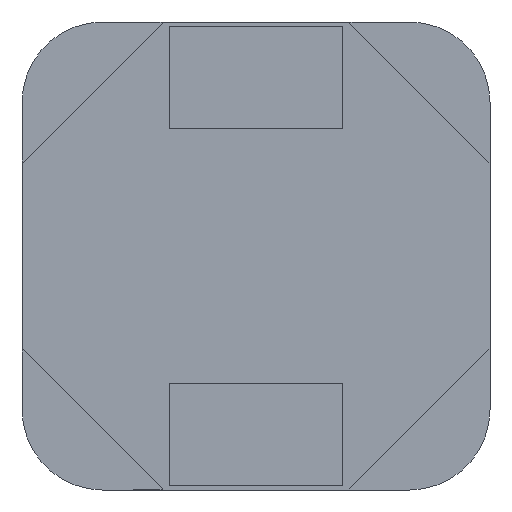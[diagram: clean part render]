
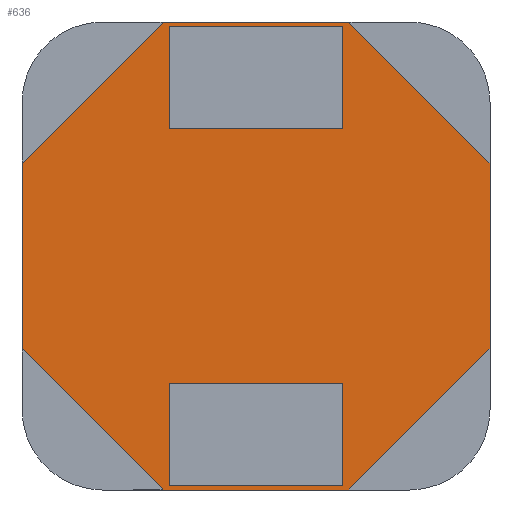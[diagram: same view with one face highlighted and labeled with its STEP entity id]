
A CAD part, front view. The second image highlights one B-rep face of the part: STEP entity #636.
In plain terms, the highlighted planar face has unit normal (0, -1, 0).
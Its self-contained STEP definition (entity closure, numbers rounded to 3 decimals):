
#7 = ORIENTED_EDGE ( 'NONE', *, *, #3264, .F. ) ;
#74 = LINE ( 'NONE', #4570, #3630 ) ;
#366 = EDGE_CURVE ( 'NONE', #5819, #8640, #4368, .T. ) ;
#395 = AXIS2_PLACEMENT_3D ( 'NONE', #4484, #550, #4568 ) ;
#453 = VERTEX_POINT ( 'NONE', #557 ) ;
#485 = CARTESIAN_POINT ( 'NONE',  ( -7.55, 0., 3. ) ) ;
#494 = ORIENTED_EDGE ( 'NONE', *, *, #7886, .F. ) ;
#550 = DIRECTION ( 'NONE',  ( 0., 1., 0. ) ) ;
#557 = CARTESIAN_POINT ( 'NONE',  ( -2.8, 0., -4.1 ) ) ;
#586 = LINE ( 'NONE', #1512, #6035 ) ;
#636 = ADVANCED_FACE ( 'NONE', ( #5277, #5414, #3265 ), #6713, .F. ) ;
#985 = EDGE_CURVE ( 'NONE', #1345, #5819, #10137, .T. ) ;
#1030 = ORIENTED_EDGE ( 'NONE', *, *, #7920, .F. ) ;
#1033 = LINE ( 'NONE', #7504, #7465 ) ;
#1066 = VERTEX_POINT ( 'NONE', #9306 ) ;
#1072 = CARTESIAN_POINT ( 'NONE',  ( 7.55, 0., -4.1 ) ) ;
#1093 = ORIENTED_EDGE ( 'NONE', *, *, #3898, .F. ) ;
#1134 = CARTESIAN_POINT ( 'NONE',  ( -7.55, 0., 3. ) ) ;
#1312 = VECTOR ( 'NONE', #7428, 1000. ) ;
#1345 = VERTEX_POINT ( 'NONE', #8957 ) ;
#1453 = VECTOR ( 'NONE', #4183, 1000. ) ;
#1512 = CARTESIAN_POINT ( 'NONE',  ( -7.55, 0., 7.55 ) ) ;
#1567 = LINE ( 'NONE', #9310, #2669 ) ;
#1587 = ORIENTED_EDGE ( 'NONE', *, *, #5856, .F. ) ;
#1641 = VERTEX_POINT ( 'NONE', #5582 ) ;
#1658 = LINE ( 'NONE', #1072, #6885 ) ;
#1845 = LINE ( 'NONE', #3457, #7891 ) ;
#2096 = CARTESIAN_POINT ( 'NONE',  ( -2.8, 0., 7.4 ) ) ;
#2383 = CARTESIAN_POINT ( 'NONE',  ( 2.8, 0., -7.4 ) ) ;
#2593 = CARTESIAN_POINT ( 'NONE',  ( 2.8, 0., 7.55 ) ) ;
#2629 = VERTEX_POINT ( 'NONE', #6365 ) ;
#2669 = VECTOR ( 'NONE', #10136, 1000. ) ;
#2711 = DIRECTION ( 'NONE',  ( 1., 0., 0. ) ) ;
#2750 = ORIENTED_EDGE ( 'NONE', *, *, #7752, .F. ) ;
#2784 = CARTESIAN_POINT ( 'NONE',  ( -3., 0., -7.55 ) ) ;
#2926 = DIRECTION ( 'NONE',  ( 0., 0., 1. ) ) ;
#3125 = EDGE_LOOP ( 'NONE', ( #9541, #3331, #4574, #8687 ) ) ;
#3226 = VERTEX_POINT ( 'NONE', #485 ) ;
#3264 = EDGE_CURVE ( 'NONE', #1066, #6342, #1567, .T. ) ;
#3265 = FACE_BOUND ( 'NONE', #5773, .T. ) ;
#3280 = LINE ( 'NONE', #8188, #1312 ) ;
#3331 = ORIENTED_EDGE ( 'NONE', *, *, #9349, .F. ) ;
#3457 = CARTESIAN_POINT ( 'NONE',  ( -2.8, 0., 7.55 ) ) ;
#3505 = CARTESIAN_POINT ( 'NONE',  ( 2.8, 0., 7.4 ) ) ;
#3526 = LINE ( 'NONE', #1134, #9612 ) ;
#3538 = DIRECTION ( 'NONE',  ( 0., 0., -1. ) ) ;
#3556 = DIRECTION ( 'NONE',  ( 0.707, 0., 0.707 ) ) ;
#3630 = VECTOR ( 'NONE', #8468, 1000. ) ;
#3897 = ORIENTED_EDGE ( 'NONE', *, *, #9714, .F. ) ;
#3898 = EDGE_CURVE ( 'NONE', #8640, #9747, #8993, .T. ) ;
#4059 = DIRECTION ( 'NONE',  ( -1., 0., 0. ) ) ;
#4117 = VERTEX_POINT ( 'NONE', #6719 ) ;
#4183 = DIRECTION ( 'NONE',  ( 0., 0., 1. ) ) ;
#4284 = DIRECTION ( 'NONE',  ( 1., 0., 0. ) ) ;
#4368 = LINE ( 'NONE', #9133, #4907 ) ;
#4418 = DIRECTION ( 'NONE',  ( -1., 0., 0. ) ) ;
#4421 = CARTESIAN_POINT ( 'NONE',  ( -7.55, 0., -3. ) ) ;
#4448 = EDGE_CURVE ( 'NONE', #4117, #7806, #9450, .T. ) ;
#4484 = CARTESIAN_POINT ( 'NONE',  ( 7.55, 0., 7.55 ) ) ;
#4568 = DIRECTION ( 'NONE',  ( 0., 0., 1. ) ) ;
#4570 = CARTESIAN_POINT ( 'NONE',  ( -2.8, 0., 7.55 ) ) ;
#4574 = ORIENTED_EDGE ( 'NONE', *, *, #5003, .F. ) ;
#4786 = VECTOR ( 'NONE', #9395, 1000. ) ;
#4907 = VECTOR ( 'NONE', #4418, 1000. ) ;
#4911 = VECTOR ( 'NONE', #3538, 1000. ) ;
#5003 = EDGE_CURVE ( 'NONE', #7806, #10170, #8767, .T. ) ;
#5255 = VERTEX_POINT ( 'NONE', #2096 ) ;
#5259 = ORIENTED_EDGE ( 'NONE', *, *, #366, .F. ) ;
#5277 = FACE_BOUND ( 'NONE', #3125, .T. ) ;
#5414 = FACE_OUTER_BOUND ( 'NONE', #10039, .T. ) ;
#5426 = EDGE_CURVE ( 'NONE', #9747, #3226, #586, .T. ) ;
#5582 = CARTESIAN_POINT ( 'NONE',  ( 2.8, 0., -4.1 ) ) ;
#5696 = LINE ( 'NONE', #8806, #6187 ) ;
#5764 = ORIENTED_EDGE ( 'NONE', *, *, #7552, .F. ) ;
#5773 = EDGE_LOOP ( 'NONE', ( #2750, #1030, #7, #494 ) ) ;
#5788 = VERTEX_POINT ( 'NONE', #6550 ) ;
#5819 = VERTEX_POINT ( 'NONE', #7333 ) ;
#5856 = EDGE_CURVE ( 'NONE', #9170, #5788, #3280, .T. ) ;
#6012 = CARTESIAN_POINT ( 'NONE',  ( -3., 0., -7.55 ) ) ;
#6035 = VECTOR ( 'NONE', #6343, 1000. ) ;
#6187 = VECTOR ( 'NONE', #4059, 1000. ) ;
#6342 = VERTEX_POINT ( 'NONE', #2383 ) ;
#6343 = DIRECTION ( 'NONE',  ( 0., 0., 1. ) ) ;
#6365 = CARTESIAN_POINT ( 'NONE',  ( -3., 0., 7.55 ) ) ;
#6400 = VECTOR ( 'NONE', #2926, 1000. ) ;
#6538 = CARTESIAN_POINT ( 'NONE',  ( 7.55, 0., 4.1 ) ) ;
#6550 = CARTESIAN_POINT ( 'NONE',  ( 7.55, 0., 3. ) ) ;
#6553 = EDGE_CURVE ( 'NONE', #5788, #1345, #7012, .T. ) ;
#6713 = PLANE ( 'NONE',  #395 ) ;
#6719 = CARTESIAN_POINT ( 'NONE',  ( -2.8, 0., 4.1 ) ) ;
#6885 = VECTOR ( 'NONE', #8972, 1000. ) ;
#7000 = CARTESIAN_POINT ( 'NONE',  ( 2.8, 0., 7.55 ) ) ;
#7012 = LINE ( 'NONE', #8258, #4911 ) ;
#7053 = VECTOR ( 'NONE', #7064, 1000. ) ;
#7064 = DIRECTION ( 'NONE',  ( -0.707, 0., -0.707 ) ) ;
#7238 = ORIENTED_EDGE ( 'NONE', *, *, #985, .F. ) ;
#7333 = CARTESIAN_POINT ( 'NONE',  ( 3., 0., -7.55 ) ) ;
#7428 = DIRECTION ( 'NONE',  ( 0.707, 0., -0.707 ) ) ;
#7465 = VECTOR ( 'NONE', #4284, 1000. ) ;
#7504 = CARTESIAN_POINT ( 'NONE',  ( 7.55, 0., 7.55 ) ) ;
#7552 = EDGE_CURVE ( 'NONE', #2629, #9170, #1033, .T. ) ;
#7752 = EDGE_CURVE ( 'NONE', #1641, #453, #1658, .T. ) ;
#7806 = VERTEX_POINT ( 'NONE', #8363 ) ;
#7886 = EDGE_CURVE ( 'NONE', #453, #1066, #74, .T. ) ;
#7891 = VECTOR ( 'NONE', #9050, 1000. ) ;
#7920 = EDGE_CURVE ( 'NONE', #6342, #1641, #8227, .T. ) ;
#8188 = CARTESIAN_POINT ( 'NONE',  ( 3., 0., 7.55 ) ) ;
#8227 = LINE ( 'NONE', #7000, #6400 ) ;
#8258 = CARTESIAN_POINT ( 'NONE',  ( 7.55, 0., 7.55 ) ) ;
#8363 = CARTESIAN_POINT ( 'NONE',  ( 2.8, 0., 4.1 ) ) ;
#8468 = DIRECTION ( 'NONE',  ( 0., 0., -1. ) ) ;
#8640 = VERTEX_POINT ( 'NONE', #2784 ) ;
#8687 = ORIENTED_EDGE ( 'NONE', *, *, #4448, .F. ) ;
#8767 = LINE ( 'NONE', #2593, #1453 ) ;
#8806 = CARTESIAN_POINT ( 'NONE',  ( 7.55, 0., 7.4 ) ) ;
#8957 = CARTESIAN_POINT ( 'NONE',  ( 7.55, 0., -3. ) ) ;
#8972 = DIRECTION ( 'NONE',  ( -1., 0., 0. ) ) ;
#8993 = LINE ( 'NONE', #6012, #4786 ) ;
#9038 = EDGE_CURVE ( 'NONE', #5255, #4117, #1845, .T. ) ;
#9050 = DIRECTION ( 'NONE',  ( 0., 0., -1. ) ) ;
#9133 = CARTESIAN_POINT ( 'NONE',  ( 7.55, 0., -7.55 ) ) ;
#9170 = VERTEX_POINT ( 'NONE', #9260 ) ;
#9190 = VECTOR ( 'NONE', #2711, 1000. ) ;
#9260 = CARTESIAN_POINT ( 'NONE',  ( 3., 0., 7.55 ) ) ;
#9306 = CARTESIAN_POINT ( 'NONE',  ( -2.8, 0., -7.4 ) ) ;
#9310 = CARTESIAN_POINT ( 'NONE',  ( 7.55, 0., -7.4 ) ) ;
#9349 = EDGE_CURVE ( 'NONE', #10170, #5255, #5696, .T. ) ;
#9378 = ORIENTED_EDGE ( 'NONE', *, *, #5426, .F. ) ;
#9395 = DIRECTION ( 'NONE',  ( -0.707, 0., 0.707 ) ) ;
#9450 = LINE ( 'NONE', #6538, #9190 ) ;
#9541 = ORIENTED_EDGE ( 'NONE', *, *, #9038, .F. ) ;
#9612 = VECTOR ( 'NONE', #3556, 1000. ) ;
#9714 = EDGE_CURVE ( 'NONE', #3226, #2629, #3526, .T. ) ;
#9747 = VERTEX_POINT ( 'NONE', #4421 ) ;
#9859 = ORIENTED_EDGE ( 'NONE', *, *, #6553, .F. ) ;
#10039 = EDGE_LOOP ( 'NONE', ( #1093, #5259, #7238, #9859, #1587, #5764, #3897, #9378 ) ) ;
#10136 = DIRECTION ( 'NONE',  ( 1., 0., 0. ) ) ;
#10137 = LINE ( 'NONE', #10164, #7053 ) ;
#10164 = CARTESIAN_POINT ( 'NONE',  ( 7.55, 0., -3. ) ) ;
#10170 = VERTEX_POINT ( 'NONE', #3505 ) ;
